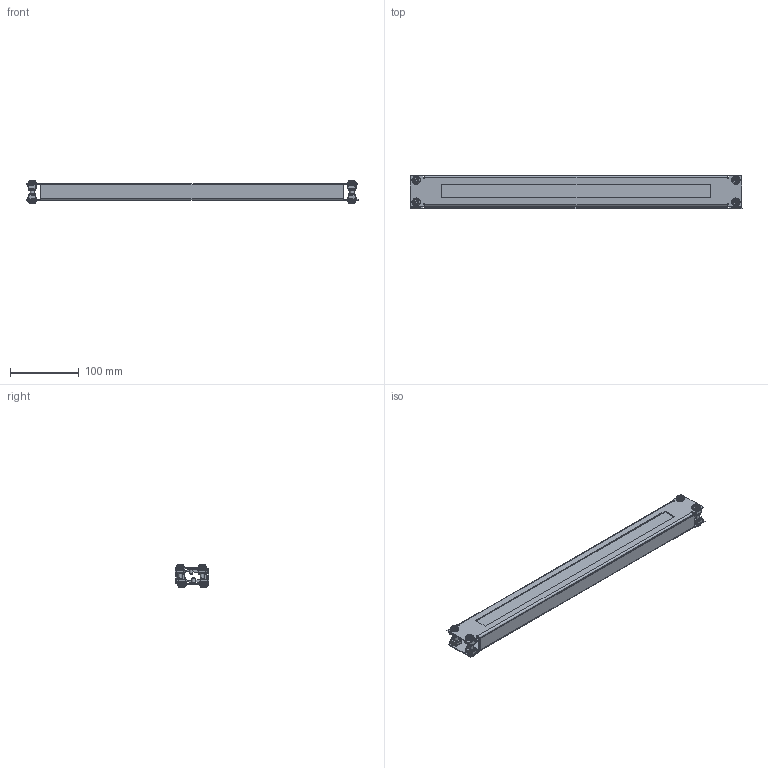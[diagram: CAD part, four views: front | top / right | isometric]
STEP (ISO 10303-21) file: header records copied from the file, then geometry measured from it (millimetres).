
FILE_DESCRIPTION (( 'STEP AP203' ), '1' );
FILE_NAME ('UR08300101000 Êîìïëåêò ôàëüø-ïàíåëåé ñ ùåòî÷íûì ââîäîì äëÿ 19-äþéìîâîãî îáîðóäîâàíèÿ RS52 1U (2øò) (000.801.627) .STEP', '2022-04-26T07:13:55', ( '' ), ( '' ), 'SwSTEP 2.0', 'SolidWorks 2017', '' );
FILE_SCHEMA (( 'CONFIG_CONTROL_DESIGN' ));
Length unit declared in the file: millimetre
Products named in the file (12): 000.701.145 Ôàëüø-ïàíåëåé ñ ùåòî÷íûì ââîäîì äëÿ 19-äþéìîâîãî îáîðóäîâàíèÿ 1U; Ñêîò÷ äâóõñòîðîííèé äëÿ ù¸òî÷íîãî ââîäà_400; Ïîëîñîâàÿ ù¸òêà Stribo Pro F3-24; 015-141 相礤朦 赅徨朦眍泐 忖钿郷00; 000.701.138 Îñíîâàíèå ïàíåëè êàáåëüíîãî ââîäà; UR08300101000 Êîìïëåêò ôàëüø-ïàíåëåé ñ ùåòî÷íûì ââîäîì äëÿ 19-äþéìîâîãî îáîðóäîâàíèÿ RS52 1U (2øò) (000.801.627) ; Êëåòêà ãàéêè_M6-4€; Ãàéêà êëåòåâàÿ_M5-4B; Âèíò DIN 7984 TORX_Œ6å16; Øàéáà DIN 125 ïîëèàìèä_6; Ãàéêà êâàäðàòíàÿ_Œ5; Øïèëüêà ðåçüáîâàÿ Ì6_Œ5å8
Assembly tree (34 placements, depth 4):
  UR08300101000 Êîìïëåêò ôàëüø-ïàíåëåé ñ ùåòî÷íûì ââîäîì äëÿ 19-äþéìîâîãî îáîðóäîâàíèÿ RS52 1U (2øò) (000.801.627) 
    000.701.145 Ôàëüø-ïàíåëåé ñ ùåòî÷íûì ââîäîì äëÿ 19-äþéìîâîãî îáîðóäîâàíèÿ 1U  x2
      000.701.138 Îñíîâàíèå ïàíåëè êàáåëüíîãî ââîäà
        015-141 相礤朦 赅徨朦眍泐 忖钿郷00
        Øïèëüêà ðåçüáîâàÿ Ì6_Œ5å8  x2
      Ïîëîñîâàÿ ù¸òêà Stribo Pro F3-24
      Ñêîò÷ äâóõñòîðîííèé äëÿ ù¸òî÷íîãî ââîäà_400
    Ãàéêà êëåòåâàÿ_M5-4B  x8
      Êëåòêà ãàéêè_M6-4€
      Ãàéêà êâàäðàòíàÿ_Œ5
    Âèíò DIN 7984 TORX_Œ6å16  x8
    Øàéáà DIN 125 ïîëèàìèä_6  x8
Bounding box: 483 x 48.7 x 32.4 mm (x, y, z)
Volume: 206254.7 mm3; surface area: 279019.3 mm2
Topology: 44 solids, 44 shells, 1414 faces, 3178 edges, 1876 vertices
Faces by surface type: plane 848, cylinder 446, bspline 64, torus 32, cone 24
Entity records: 9634 total; most frequent: CARTESIAN_POINT 1622, DIRECTION 1330, ORIENTED_EDGE 1220, EDGE_CURVE 610, AXIS2_PLACEMENT_3D 452, VECTOR 426, LINE 426, VERTEX_POINT 372
